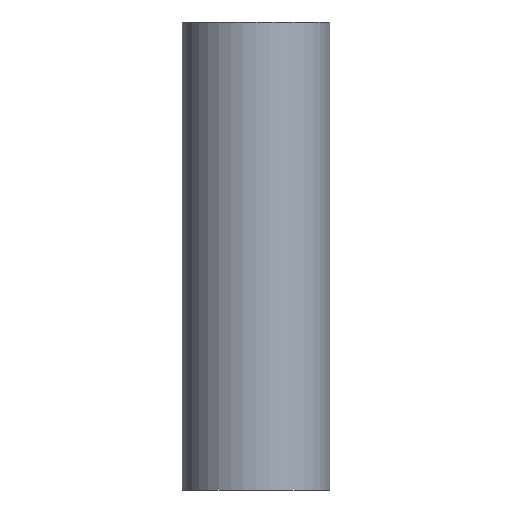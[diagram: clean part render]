
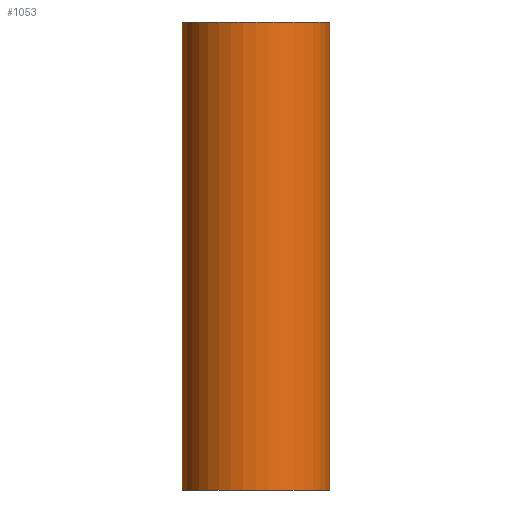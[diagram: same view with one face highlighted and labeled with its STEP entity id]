
A CAD part, front view. The second image highlights one B-rep face of the part: STEP entity #1053.
In plain terms, the highlighted cylindrical face has radius 19.05 mm (diameter 38.1 mm), a partial arc.
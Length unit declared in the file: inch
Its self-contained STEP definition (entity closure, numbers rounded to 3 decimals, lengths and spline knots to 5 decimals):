
#107 = EDGE_LOOP ( 'NONE', ( #422, #687, #1148, #656 ) ) ;
#114 = VECTOR ( 'NONE', #948, 39.37008 ) ;
#120 = VERTEX_POINT ( 'NONE', #376 ) ;
#145 = DIRECTION ( 'NONE',  ( 0., 0., -1. ) ) ;
#151 = AXIS2_PLACEMENT_3D ( 'NONE', #820, #157, #1120 ) ;
#157 = DIRECTION ( 'NONE',  ( 0., 0., 1. ) ) ;
#212 = CIRCLE ( 'NONE', #1121, 0.75 ) ;
#216 = CARTESIAN_POINT ( 'NONE',  ( 0., 0., 2.37402 ) ) ;
#221 = AXIS2_PLACEMENT_3D ( 'NONE', #499, #1218, #577 ) ;
#325 = EDGE_CURVE ( 'NONE', #331, #745, #859, .T. ) ;
#331 = VERTEX_POINT ( 'NONE', #1214 ) ;
#344 = CARTESIAN_POINT ( 'NONE',  ( 0.75, 0., 2.37402 ) ) ;
#375 = LINE ( 'NONE', #344, #753 ) ;
#376 = CARTESIAN_POINT ( 'NONE',  ( -0.75, 0., 2.37402 ) ) ;
#422 = ORIENTED_EDGE ( 'NONE', *, *, #733, .F. ) ;
#499 = CARTESIAN_POINT ( 'NONE',  ( 0., 0., 2.37402 ) ) ;
#570 = EDGE_CURVE ( 'NONE', #120, #641, #212, .T. ) ;
#577 = DIRECTION ( 'NONE',  ( -1., 0., 0. ) ) ;
#641 = VERTEX_POINT ( 'NONE', #1174 ) ;
#656 = ORIENTED_EDGE ( 'NONE', *, *, #325, .T. ) ;
#682 = CARTESIAN_POINT ( 'NONE',  ( 0.75, 0., -2.37402 ) ) ;
#687 = ORIENTED_EDGE ( 'NONE', *, *, #570, .F. ) ;
#733 = EDGE_CURVE ( 'NONE', #641, #745, #375, .T. ) ;
#745 = VERTEX_POINT ( 'NONE', #682 ) ;
#753 = VECTOR ( 'NONE', #145, 39.37008 ) ;
#781 = EDGE_CURVE ( 'NONE', #120, #331, #1199, .T. ) ;
#820 = CARTESIAN_POINT ( 'NONE',  ( 0., 0., -2.37402 ) ) ;
#859 = CIRCLE ( 'NONE', #151, 0.75 ) ;
#864 = FACE_OUTER_BOUND ( 'NONE', #107, .T. ) ;
#948 = DIRECTION ( 'NONE',  ( 0., 0., -1. ) ) ;
#1053 = ADVANCED_FACE ( 'NONE', ( #864 ), #1258, .T. ) ;
#1054 = DIRECTION ( 'NONE',  ( 0., 0., 1. ) ) ;
#1120 = DIRECTION ( 'NONE',  ( 1., 0., 0. ) ) ;
#1121 = AXIS2_PLACEMENT_3D ( 'NONE', #216, #1054, #1147 ) ;
#1124 = CARTESIAN_POINT ( 'NONE',  ( -0.75, 0., 2.37402 ) ) ;
#1147 = DIRECTION ( 'NONE',  ( 1., 0., 0. ) ) ;
#1148 = ORIENTED_EDGE ( 'NONE', *, *, #781, .T. ) ;
#1174 = CARTESIAN_POINT ( 'NONE',  ( 0.75, 0., 2.37402 ) ) ;
#1199 = LINE ( 'NONE', #1124, #114 ) ;
#1214 = CARTESIAN_POINT ( 'NONE',  ( -0.75, 0., -2.37402 ) ) ;
#1218 = DIRECTION ( 'NONE',  ( 0., 0., -1. ) ) ;
#1258 = CYLINDRICAL_SURFACE ( 'NONE', #221, 0.75 ) ;
